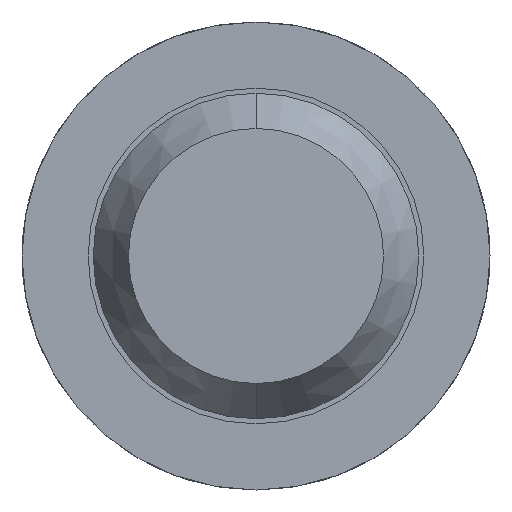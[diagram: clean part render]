
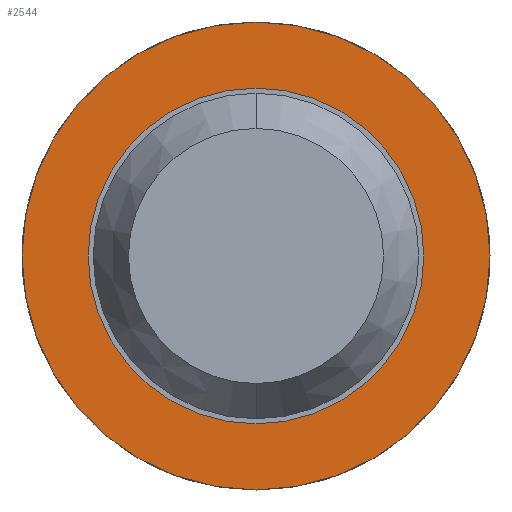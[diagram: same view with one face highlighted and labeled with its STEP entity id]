
A CAD part, front view. The second image highlights one B-rep face of the part: STEP entity #2544.
In plain terms, the highlighted planar face has unit normal (0, -1, 0).
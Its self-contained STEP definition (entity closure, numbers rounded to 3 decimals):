
#46 = VERTEX_POINT ( 'NONE', #4313 ) ;
#236 = EDGE_CURVE ( 'Defeature ausgef�hrt3_10+Defeature ausgef�hrt3_14+Defeature ausgef�hrt3_14+Defeature ausgef�hrt3_14', #46, #2343, #506, .T. ) ;
#302 = DIRECTION ( 'NONE',  ( 0., 0., 1. ) ) ;
#506 = CIRCLE ( 'NONE', #1551, 1.15 ) ;
#574 = CARTESIAN_POINT ( 'NONE',  ( 0., -1.7, -1.15 ) ) ;
#762 = CARTESIAN_POINT ( 'NONE',  ( 0., -1.7, 0. ) ) ;
#815 = PLANE ( 'NONE',  #3360 ) ;
#1140 = VERTEX_POINT ( 'NONE', #3713 ) ;
#1178 = DIRECTION ( 'NONE',  ( 0., 1., 0. ) ) ;
#1204 = AXIS2_PLACEMENT_3D ( 'NONE', #4739, #2510, #302 ) ;
#1518 = DIRECTION ( 'NONE',  ( 0., 1., 0. ) ) ;
#1551 = AXIS2_PLACEMENT_3D ( 'NONE', #1846, #1518, #3719 ) ;
#1595 = DIRECTION ( 'NONE',  ( 0., 0., 1. ) ) ;
#1664 = FACE_BOUND ( 'NONE', #4216, .T. ) ;
#1713 = VERTEX_POINT ( 'NONE', #2775 ) ;
#1846 = CARTESIAN_POINT ( 'NONE',  ( 0., -1.7, 0. ) ) ;
#1934 = ORIENTED_EDGE ( 'NONE', *, *, #3554, .T. ) ;
#1979 = AXIS2_PLACEMENT_3D ( 'NONE', #3062, #2331, #1595 ) ;
#2245 = ORIENTED_EDGE ( 'NONE', *, *, #236, .F. ) ;
#2254 = DIRECTION ( 'NONE',  ( 0., 0., 1. ) ) ;
#2331 = DIRECTION ( 'NONE',  ( 0., 1., 0. ) ) ;
#2343 = VERTEX_POINT ( 'NONE', #574 ) ;
#2501 = CIRCLE ( 'NONE', #1979, 1.15 ) ;
#2510 = DIRECTION ( 'NONE',  ( 0., 1., 0. ) ) ;
#2544 = ADVANCED_FACE ( 'Defeature ausgef�hrt3_14', ( #2899, #1664 ), #815, .F. ) ;
#2628 = DIRECTION ( 'NONE',  ( 0., 1., 0. ) ) ;
#2664 = DIRECTION ( 'NONE',  ( 0., 0., 1. ) ) ;
#2775 = CARTESIAN_POINT ( 'NONE',  ( 0., -1.7, 0.825 ) ) ;
#2796 = CIRCLE ( 'NONE', #4013, 0.825 ) ;
#2899 = FACE_OUTER_BOUND ( 'NONE', #3174, .T. ) ;
#2936 = EDGE_CURVE ( 'Defeature ausgef�hrt3_14+Defeature ausgef�hrt3_13+Defeature ausgef�hrt3_13+Defeature ausgef�hrt3_13', #1713, #1140, #2973, .T. ) ;
#2973 = CIRCLE ( 'NONE', #1204, 0.825 ) ;
#3062 = CARTESIAN_POINT ( 'NONE',  ( 0., -1.7, 0. ) ) ;
#3174 = EDGE_LOOP ( 'NONE', ( #2245, #3576 ) ) ;
#3360 = AXIS2_PLACEMENT_3D ( 'NONE', #3765, #2628, #2664 ) ;
#3554 = EDGE_CURVE ( 'Defeature ausgef�hrt3_14+Defeature ausgef�hrt3_13+Defeature ausgef�hrt3_13+Defeature ausgef�hrt3_13', #1140, #1713, #2796, .T. ) ;
#3576 = ORIENTED_EDGE ( 'NONE', *, *, #3869, .F. ) ;
#3713 = CARTESIAN_POINT ( 'NONE',  ( 0., -1.7, -0.825 ) ) ;
#3719 = DIRECTION ( 'NONE',  ( 0., 0., 1. ) ) ;
#3765 = CARTESIAN_POINT ( 'NONE',  ( 0.825, -1.7, 0. ) ) ;
#3869 = EDGE_CURVE ( 'Defeature ausgef�hrt3_10+Defeature ausgef�hrt3_14+Defeature ausgef�hrt3_14+Defeature ausgef�hrt3_14', #2343, #46, #2501, .T. ) ;
#4013 = AXIS2_PLACEMENT_3D ( 'NONE', #762, #1178, #2254 ) ;
#4216 = EDGE_LOOP ( 'NONE', ( #4568, #1934 ) ) ;
#4313 = CARTESIAN_POINT ( 'NONE',  ( 0., -1.7, 1.15 ) ) ;
#4568 = ORIENTED_EDGE ( 'NONE', *, *, #2936, .T. ) ;
#4739 = CARTESIAN_POINT ( 'NONE',  ( 0., -1.7, 0. ) ) ;
